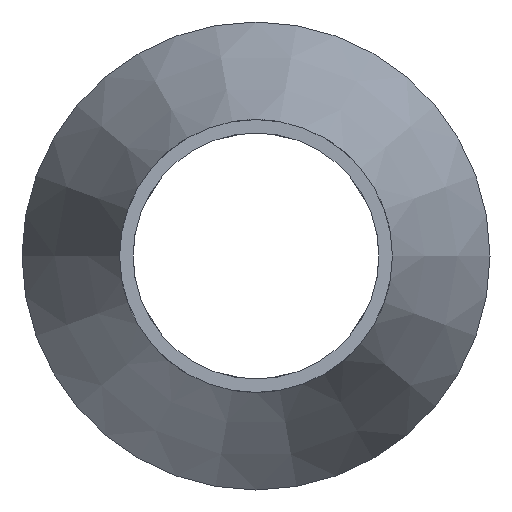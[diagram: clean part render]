
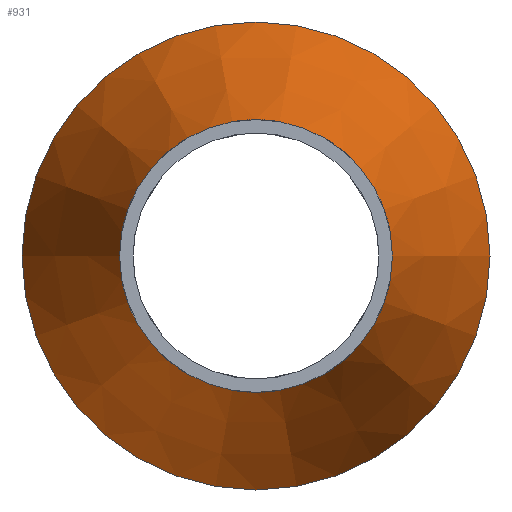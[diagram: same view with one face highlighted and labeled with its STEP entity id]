
A CAD part, front view. The second image highlights one B-rep face of the part: STEP entity #931.
In plain terms, the highlighted conical face has half-angle 20 degrees and reference radius 41.419 mm.
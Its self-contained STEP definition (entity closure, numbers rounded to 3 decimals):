
#37=CONICAL_SURFACE('',#1004,41.419,0.349);
#40=CIRCLE('',#1001,52.338);
#42=CIRCLE('',#1005,30.5);
#150=FACE_OUTER_BOUND('',#196,.T.);
#196=EDGE_LOOP('',(#774,#775,#776,#777));
#302=LINE('',#2137,#386);
#386=VECTOR('',#1190,41.419);
#470=VERTEX_POINT('',#2127);
#472=VERTEX_POINT('',#2135);
#597=EDGE_CURVE('',#470,#470,#40,.T.);
#600=EDGE_CURVE('',#472,#472,#42,.T.);
#601=EDGE_CURVE('',#472,#470,#302,.T.);
#774=ORIENTED_EDGE('',*,*,#600,.F.);
#775=ORIENTED_EDGE('',*,*,#601,.T.);
#776=ORIENTED_EDGE('',*,*,#597,.T.);
#777=ORIENTED_EDGE('',*,*,#601,.F.);
#931=ADVANCED_FACE('',(#150),#37,.T.);
#1001=AXIS2_PLACEMENT_3D('',#2129,#1179,#1180);
#1004=AXIS2_PLACEMENT_3D('',#2134,#1186,#1187);
#1005=AXIS2_PLACEMENT_3D('',#2136,#1188,#1189);
#1179=DIRECTION('center_axis',(0.,-1.,0.));
#1180=DIRECTION('ref_axis',(1.,0.,0.));
#1186=DIRECTION('center_axis',(0.,1.,0.));
#1187=DIRECTION('ref_axis',(1.,0.,0.));
#1188=DIRECTION('center_axis',(0.,-1.,0.));
#1189=DIRECTION('ref_axis',(1.,0.,0.));
#1190=DIRECTION('',(-0.342,0.94,0.));
#2127=CARTESIAN_POINT('',(-52.338,73.786,0.));
#2129=CARTESIAN_POINT('Origin',(0.,73.786,
0.));
#2134=CARTESIAN_POINT('Origin',(0.,43.786,
0.));
#2135=CARTESIAN_POINT('',(-30.5,13.786,0.));
#2136=CARTESIAN_POINT('Origin',(0.,13.786,0.));
#2137=CARTESIAN_POINT('',(-41.419,43.786,0.));
